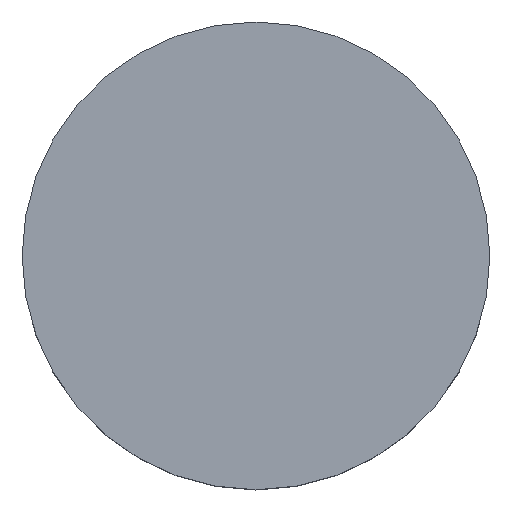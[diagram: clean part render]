
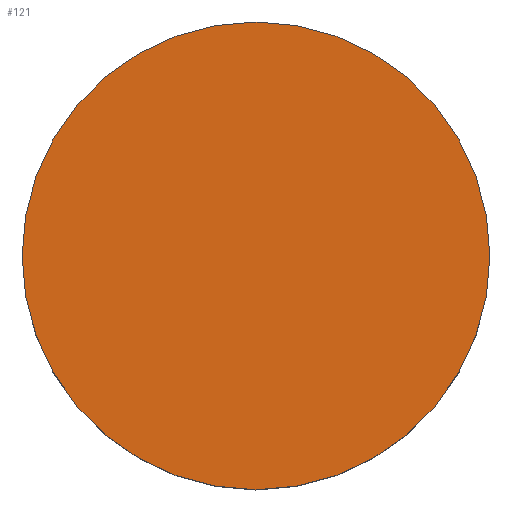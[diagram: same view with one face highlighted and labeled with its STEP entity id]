
A CAD part, top view. The second image highlights one B-rep face of the part: STEP entity #121.
In plain terms, the highlighted planar face has unit normal (0, 0, 1).
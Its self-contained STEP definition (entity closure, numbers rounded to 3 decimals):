
#8 = CIRCLE ( 'NONE', #95, 12.7 ) ;
#32 = CARTESIAN_POINT ( 'NONE',  ( 12.7, 0., 1.4 ) ) ;
#41 = VERTEX_POINT ( 'NONE', #92 ) ;
#57 = CARTESIAN_POINT ( 'NONE',  ( 0., 0., 1.4 ) ) ;
#58 = DIRECTION ( 'NONE',  ( 0., 0., 1. ) ) ;
#60 = PLANE ( 'NONE',  #232 ) ;
#69 = AXIS2_PLACEMENT_3D ( 'NONE', #141, #122, #140 ) ;
#76 = DIRECTION ( 'NONE',  ( 1., 0., 0. ) ) ;
#90 = FACE_OUTER_BOUND ( 'NONE', #109, .T. ) ;
#92 = CARTESIAN_POINT ( 'NONE',  ( -12.7, 0., 1.4 ) ) ;
#95 = AXIS2_PLACEMENT_3D ( 'NONE', #57, #184, #76 ) ;
#109 = EDGE_LOOP ( 'NONE', ( #179, #133 ) ) ;
#110 = EDGE_CURVE ( 'NONE', #162, #41, #8, .T. ) ;
#121 = ADVANCED_FACE ( 'NONE', ( #90 ), #60, .T. ) ;
#122 = DIRECTION ( 'NONE',  ( 0., 0., -1. ) ) ;
#125 = CIRCLE ( 'NONE', #69, 12.7 ) ;
#133 = ORIENTED_EDGE ( 'NONE', *, *, #211, .F. ) ;
#140 = DIRECTION ( 'NONE',  ( 1., 0., 0. ) ) ;
#141 = CARTESIAN_POINT ( 'NONE',  ( 0., 0., 1.4 ) ) ;
#162 = VERTEX_POINT ( 'NONE', #32 ) ;
#179 = ORIENTED_EDGE ( 'NONE', *, *, #110, .F. ) ;
#181 = DIRECTION ( 'NONE',  ( 1., 0., 0. ) ) ;
#184 = DIRECTION ( 'NONE',  ( 0., 0., -1. ) ) ;
#211 = EDGE_CURVE ( 'NONE', #41, #162, #125, .T. ) ;
#227 = CARTESIAN_POINT ( 'NONE',  ( 0., 26.112, 1.4 ) ) ;
#232 = AXIS2_PLACEMENT_3D ( 'NONE', #227, #58, #181 ) ;
